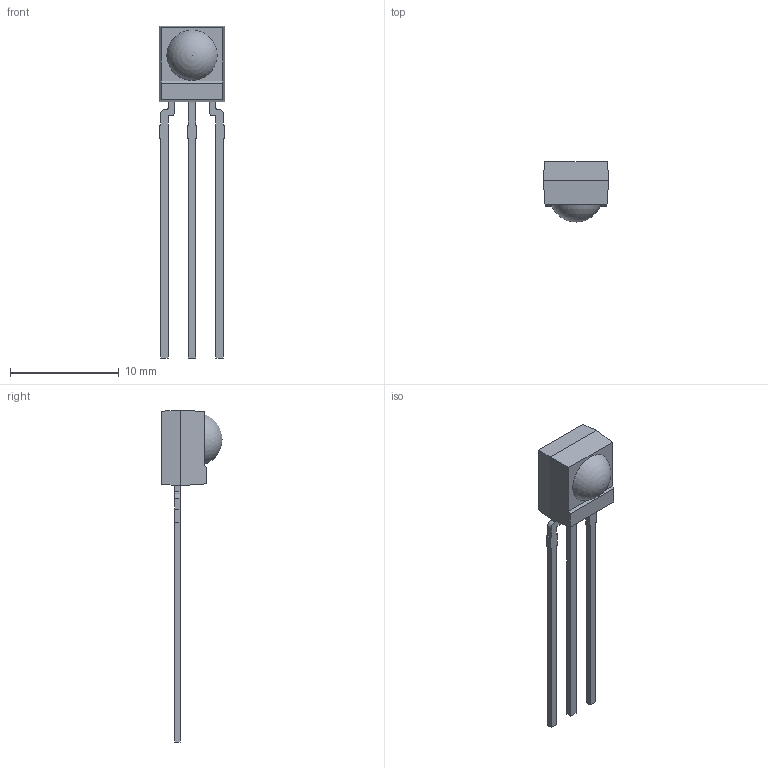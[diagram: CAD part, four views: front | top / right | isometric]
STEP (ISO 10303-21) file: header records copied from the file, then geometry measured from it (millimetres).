
FILE_DESCRIPTION(/* description */ ('Unknown'),/* implementation_level */ '2;1');
FILE_NAME(/* name */ 'TSOP2256',/* time_stamp */ '2024-10-11T14:02:05+02:00',/* author */ ('Unknown'),/* organization */ ('Unknown'),/* preprocessor_version */ 'ST-DEVELOPER v18.102',/* originating_system */ 'Solid Edge',/* authorisation */ 'Unknown');
FILE_SCHEMA (('AUTOMOTIVE_DESIGN {1 0 10303 214 3 1 1}'));
Length unit declared in the file: millimetre
Products named in the file (1): TSOP2256
Bounding box: 6 x 5.52 x 30.5 mm (x, y, z)
Volume: 198.2 mm3; surface area: 358.5 mm2
Topology: 1 solids, 1 shells, 68 faces, 189 edges, 123 vertices
Faces by surface type: plane 59, cylinder 8, sphere 1
Entity records: 2616 total; most frequent: CARTESIAN_POINT 376, ORIENTED_EDGE 372, DIRECTION 341, EDGE_CURVE 186, LINE 169, VECTOR 169, VERTEX_POINT 121, AXIS2_PLACEMENT_3D 86
